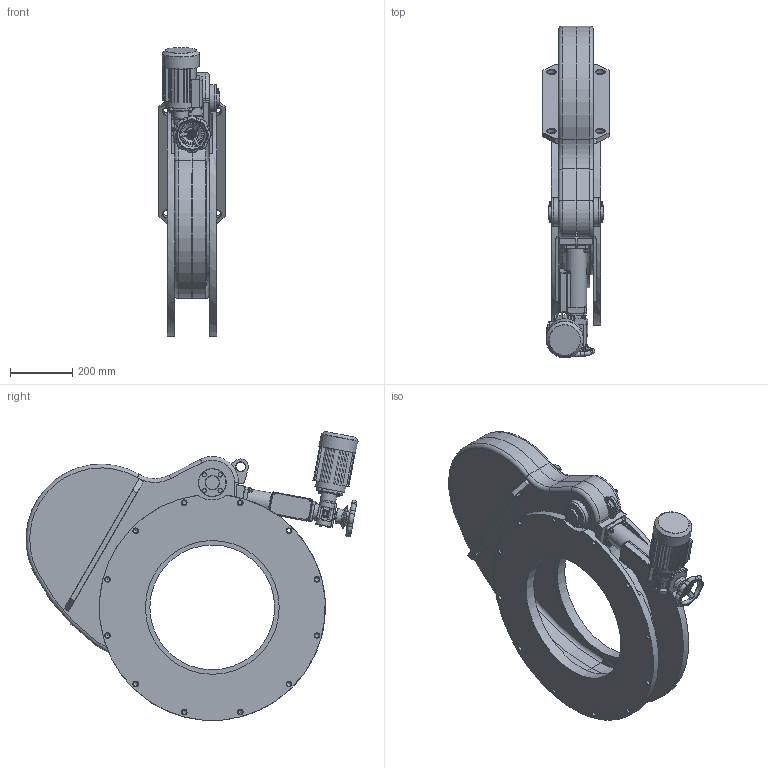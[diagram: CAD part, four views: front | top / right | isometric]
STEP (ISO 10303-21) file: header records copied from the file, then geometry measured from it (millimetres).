
FILE_DESCRIPTION(('STEP AP203'), '1');
FILE_NAME('2 ÇÂÝ-630-400Ð ïîòðåáèòåëþ', '', ('UNSPECIFIED'), ('UNSPECIFIED'), 'C3D Converter', 'C3D Toolkit', '');
FILE_SCHEMA(('CONFIG_CONTROL_DESIGN'));
Length unit declared in the file: millimetre
Bounding box: 212 x 1064.33 x 925.92 mm (x, y, z)
Surface area: 2532330.4 mm2 (no closed solid volume)
Topology: 0 solids, 120 shells, 931 faces, 2934 edges, 2060 vertices
Faces by surface type: plane 419, cylinder 263, cone 166, torus 62, bspline 18, sphere 3
Full cylindrical faces by diameter (mm): 2.459 x2, 4 x4, 6 x1, 7 x4, 8 x6, 10 x6, 12 x5, 13 x10, 13.835 x24, 14 x1, 15 x4, 16 x1, 18 x1, 20 x1, 25 x1, 26 x1, 29.5 x1, 30 x5, 34 x1, 36 x1, 38 x1, 46 x2, 48 x4, 48.018 x1, 50 x1, 53 x1, 68 x1, 72 x1, 90 x4, 98 x1
Entity records: 53663 total; most frequent: CARTESIAN_POINT 20876, DIRECTION 5212, ORIENTED_EDGE 4218, EDGE_CURVE 2706, AXIS2_PLACEMENT_3D 2047, VERTEX_POINT 2039, EDGE_LOOP 1306, CIRCLE 1133
